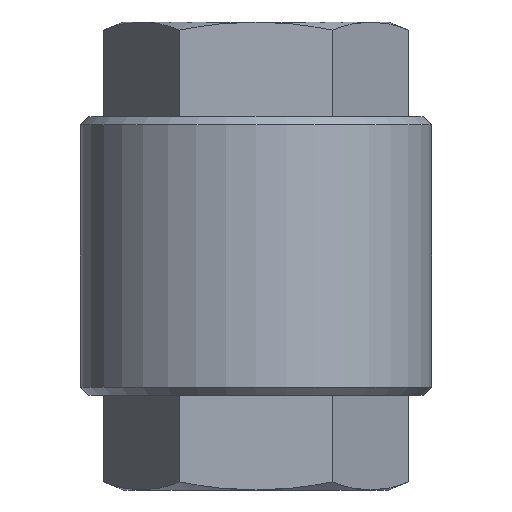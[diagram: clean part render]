
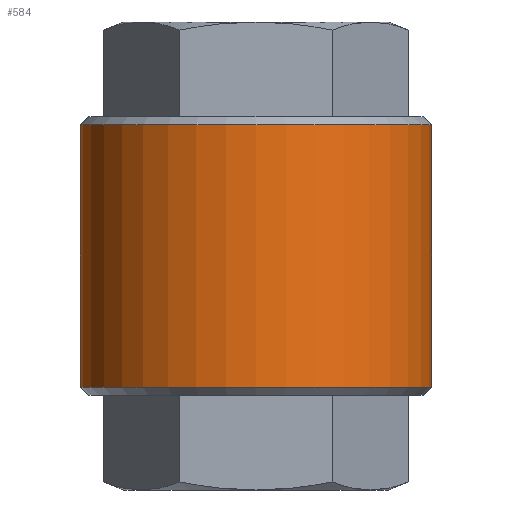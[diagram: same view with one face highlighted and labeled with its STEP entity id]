
A CAD part, front view. The second image highlights one B-rep face of the part: STEP entity #584.
In plain terms, the highlighted cylindrical face has radius 17.25 mm (diameter 34.5 mm), a full revolution.
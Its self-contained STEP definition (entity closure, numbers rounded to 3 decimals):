
#61=CYLINDRICAL_SURFACE('',#665,17.25);
#95=FACE_OUTER_BOUND('',#134,.T.);
#134=EDGE_LOOP('',(#511,#512,#513,#514));
#171=LINE('',#1046,#204);
#204=VECTOR('',#822,17.25);
#229=CIRCLE('',#664,17.25);
#230=CIRCLE('',#666,17.25);
#281=VERTEX_POINT('',#1040);
#282=VERTEX_POINT('',#1044);
#362=EDGE_CURVE('',#281,#281,#229,.T.);
#363=EDGE_CURVE('',#282,#282,#230,.T.);
#364=EDGE_CURVE('',#282,#281,#171,.T.);
#511=ORIENTED_EDGE('',*,*,#363,.F.);
#512=ORIENTED_EDGE('',*,*,#364,.T.);
#513=ORIENTED_EDGE('',*,*,#362,.F.);
#514=ORIENTED_EDGE('',*,*,#364,.F.);
#584=ADVANCED_FACE('',(#95),#61,.T.);
#664=AXIS2_PLACEMENT_3D('',#1042,#816,#817);
#665=AXIS2_PLACEMENT_3D('',#1043,#818,#819);
#666=AXIS2_PLACEMENT_3D('',#1045,#820,#821);
#816=DIRECTION('center_axis',(0.,0.,-1.));
#817=DIRECTION('ref_axis',(-1.,0.,0.));
#818=DIRECTION('center_axis',(0.,0.,1.));
#819=DIRECTION('ref_axis',(-1.,0.,0.));
#820=DIRECTION('center_axis',(0.,0.,1.));
#821=DIRECTION('ref_axis',(-1.,0.,0.));
#822=DIRECTION('',(0.,0.,-1.));
#1040=CARTESIAN_POINT('',(17.25,0.,-12.9));
#1042=CARTESIAN_POINT('Origin',(0.,0.,-12.9));
#1043=CARTESIAN_POINT('Origin',(0.,0.,0.));
#1044=CARTESIAN_POINT('',(17.25,0.,12.9));
#1045=CARTESIAN_POINT('Origin',(0.,0.,12.9));
#1046=CARTESIAN_POINT('',(17.25,0.,0.));
